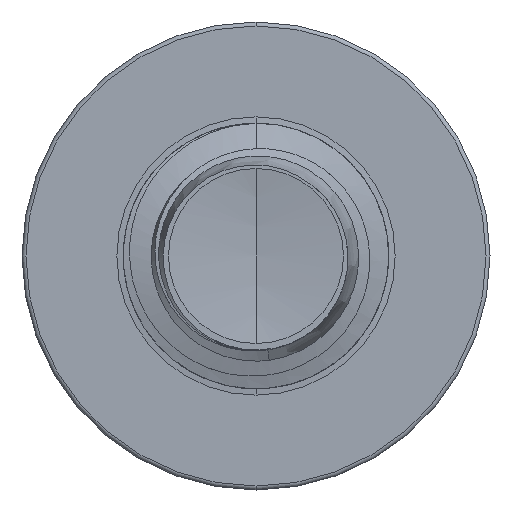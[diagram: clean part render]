
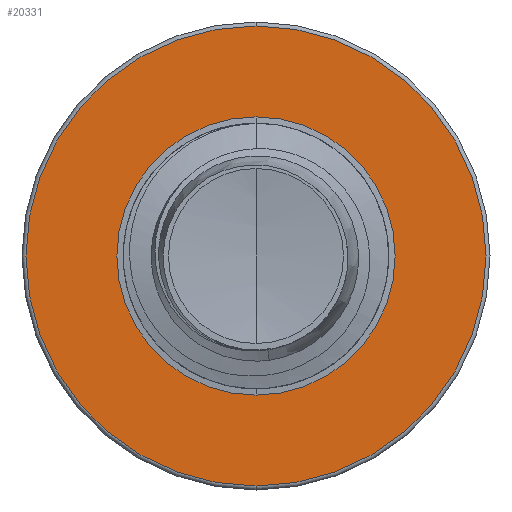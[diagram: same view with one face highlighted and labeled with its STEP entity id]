
A CAD part, front view. The second image highlights one B-rep face of the part: STEP entity #20331.
In plain terms, the highlighted planar face has unit normal (0, -1, 0).
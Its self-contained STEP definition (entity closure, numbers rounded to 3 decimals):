
#286 = AXIS2_PLACEMENT_3D ( 'NONE', #16220, #6008, #17922 ) ;
#420 = AXIS2_PLACEMENT_3D ( 'NONE', #715, #12847, #2515 ) ;
#715 = CARTESIAN_POINT ( 'NONE',  ( 0., 12.5, 0. ) ) ;
#815 = ORIENTED_EDGE ( 'NONE', *, *, #19998, .T. ) ;
#1640 = ORIENTED_EDGE ( 'NONE', *, *, #20029, .F. ) ;
#2335 = ORIENTED_EDGE ( 'NONE', *, *, #18467, .F. ) ;
#2382 = FACE_BOUND ( 'NONE', #19469, .T. ) ;
#2515 = DIRECTION ( 'NONE',  ( 0., 0., 1. ) ) ;
#2629 = VERTEX_POINT ( 'NONE', #14018 ) ;
#4182 = AXIS2_PLACEMENT_3D ( 'NONE', #19448, #9377, #21126 ) ;
#4820 = DIRECTION ( 'NONE',  ( 0., 0., 1. ) ) ;
#4966 = CARTESIAN_POINT ( 'NONE',  ( 0., 12.5, 0. ) ) ;
#5152 = CIRCLE ( 'NONE', #4182, 4.192 ) ;
#5467 = CARTESIAN_POINT ( 'NONE',  ( 0., 12.5, -6.93 ) ) ;
#6008 = DIRECTION ( 'NONE',  ( 0., 1., 0. ) ) ;
#6682 = DIRECTION ( 'NONE',  ( 0., 0., 1. ) ) ;
#7598 = AXIS2_PLACEMENT_3D ( 'NONE', #20010, #15048, #4820 ) ;
#9377 = DIRECTION ( 'NONE',  ( 0., 1., 0. ) ) ;
#9459 = CIRCLE ( 'NONE', #11252, 6.93 ) ;
#9533 = VERTEX_POINT ( 'NONE', #20663 ) ;
#9553 = VERTEX_POINT ( 'NONE', #10626 ) ;
#10626 = CARTESIAN_POINT ( 'NONE',  ( 0., 12.5, 4.192 ) ) ;
#11252 = AXIS2_PLACEMENT_3D ( 'NONE', #4966, #16890, #6682 ) ;
#11358 = EDGE_LOOP ( 'NONE', ( #2335, #1640 ) ) ;
#12847 = DIRECTION ( 'NONE',  ( 0., 1., 0. ) ) ;
#13364 = PLANE ( 'NONE',  #7598 ) ;
#14018 = CARTESIAN_POINT ( 'NONE',  ( 0., 12.5, 6.93 ) ) ;
#14184 = ORIENTED_EDGE ( 'NONE', *, *, #17302, .T. ) ;
#15048 = DIRECTION ( 'NONE',  ( 0., 1., 0. ) ) ;
#15084 = VERTEX_POINT ( 'NONE', #5467 ) ;
#16056 = FACE_OUTER_BOUND ( 'NONE', #11358, .T. ) ;
#16220 = CARTESIAN_POINT ( 'NONE',  ( 0., 12.5, 0. ) ) ;
#16603 = CIRCLE ( 'NONE', #286, 6.93 ) ;
#16890 = DIRECTION ( 'NONE',  ( 0., 1., 0. ) ) ;
#17302 = EDGE_CURVE ( 'NONE', #9533, #9553, #5152, .T. ) ;
#17922 = DIRECTION ( 'NONE',  ( 0., 0., 1. ) ) ;
#18467 = EDGE_CURVE ( 'NONE', #2629, #15084, #9459, .T. ) ;
#19448 = CARTESIAN_POINT ( 'NONE',  ( 0., 12.5, 0. ) ) ;
#19469 = EDGE_LOOP ( 'NONE', ( #815, #14184 ) ) ;
#19998 = EDGE_CURVE ( 'NONE', #9553, #9533, #21542, .T. ) ;
#20010 = CARTESIAN_POINT ( 'NONE',  ( 0., 12.5, -4.192 ) ) ;
#20029 = EDGE_CURVE ( 'NONE', #15084, #2629, #16603, .T. ) ;
#20331 = ADVANCED_FACE ( 'NONE', ( #16056, #2382 ), #13364, .F. ) ;
#20663 = CARTESIAN_POINT ( 'NONE',  ( 0., 12.5, -4.192 ) ) ;
#21126 = DIRECTION ( 'NONE',  ( 0., 0., 1. ) ) ;
#21542 = CIRCLE ( 'NONE', #420, 4.192 ) ;
